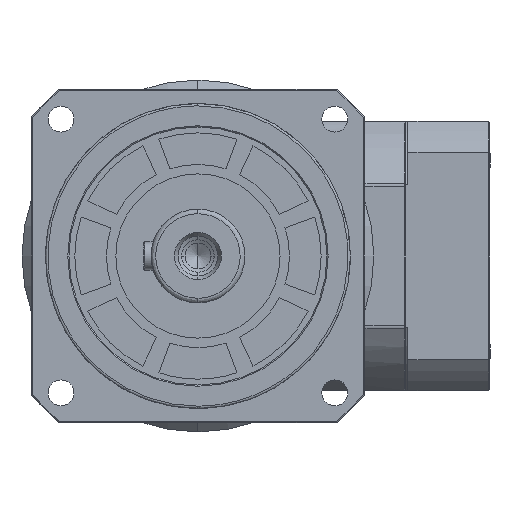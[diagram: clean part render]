
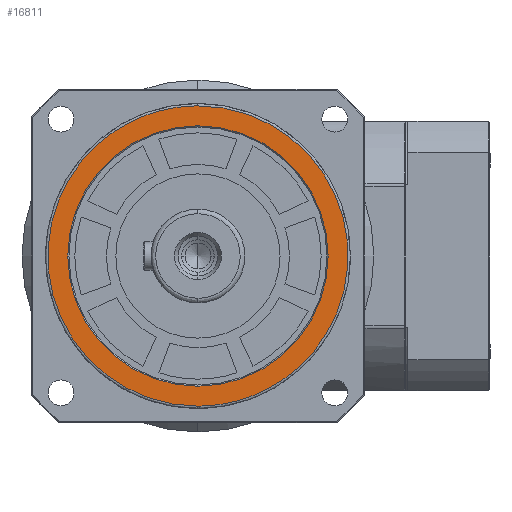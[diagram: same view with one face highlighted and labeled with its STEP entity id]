
A CAD part, left-side view. The second image highlights one B-rep face of the part: STEP entity #16811.
In plain terms, the highlighted face is planar.
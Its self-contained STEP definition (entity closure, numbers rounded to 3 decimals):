
#1030 = CARTESIAN_POINT ( 'NONE',  ( 0., 0., -48.5 ) ) ;
#2333 = VERTEX_POINT ( 'NONE', #23579 ) ;
#2806 = AXIS2_PLACEMENT_3D ( 'NONE', #35096, #16791, #38188 ) ;
#4168 = DIRECTION ( 'NONE',  ( 0., 1., 0. ) ) ;
#5433 = CIRCLE ( 'NONE', #8617, 55.5 ) ;
#7364 = CARTESIAN_POINT ( 'NONE',  ( -64., -128., -48.5 ) ) ;
#8617 = AXIS2_PLACEMENT_3D ( 'NONE', #1030, #22964, #4168 ) ;
#9252 = ORIENTED_EDGE ( 'NONE', *, *, #14449, .F. ) ;
#10487 = CARTESIAN_POINT ( 'NONE',  ( -64., 0., -48.5 ) ) ;
#10679 = DIRECTION ( 'NONE',  ( 0., 0., 1. ) ) ;
#12039 = CARTESIAN_POINT ( 'NONE',  ( 64., 0., -48.5 ) ) ;
#13710 = EDGE_CURVE ( 'NONE', #34739, #37996, #31684, .T. ) ;
#14449 = EDGE_CURVE ( 'NONE', #37996, #34739, #22888, .T. ) ;
#15262 = EDGE_CURVE ( 'NONE', #33034, #2333, #22702, .T. ) ;
#15462 = ORIENTED_EDGE ( 'NONE', *, *, #13710, .F. ) ;
#16692 = CARTESIAN_POINT ( 'NONE',  ( -64., 0., -48.5 ) ) ;
#16791 = DIRECTION ( 'NONE',  ( 0., 0., -1. ) ) ;
#16811 = ADVANCED_FACE ( 'NONE', ( #28284, #20027 ), #17002, .F. ) ;
#17002 = PLANE ( 'NONE',  #37780 ) ;
#17939 = CARTESIAN_POINT ( 'NONE',  ( -64., 128., -48.5 ) ) ;
#19876 = CARTESIAN_POINT ( 'NONE',  ( 64., -128., -48.5 ) ) ;
#20027 = FACE_OUTER_BOUND ( 'NONE', #35041, .T. ) ;
#22425 = CARTESIAN_POINT ( 'NONE',  ( 0., 55.5, -48.5 ) ) ;
#22702 = CIRCLE ( 'NONE', #2806, 55.5 ) ;
#22888 =( BOUNDED_CURVE ( )  B_SPLINE_CURVE ( 3, ( #30168, #36337, #17939, #39447 ),
 .UNSPECIFIED., .F., .F. ) 
 B_SPLINE_CURVE_WITH_KNOTS ( ( 4, 4 ),
 ( 0.5, 1. ),
 .UNSPECIFIED. ) 
 CURVE ( )  GEOMETRIC_REPRESENTATION_ITEM ( )  RATIONAL_B_SPLINE_CURVE ( ( 1., 0.333, 0.333, 1. ) ) 
 REPRESENTATION_ITEM ( '' )  );
#22964 = DIRECTION ( 'NONE',  ( 0., 0., -1. ) ) ;
#23579 = CARTESIAN_POINT ( 'NONE',  ( 0., -55.5, -48.5 ) ) ;
#26414 = ORIENTED_EDGE ( 'NONE', *, *, #15262, .F. ) ;
#28284 = FACE_BOUND ( 'NONE', #28363, .T. ) ;
#28363 = EDGE_LOOP ( 'NONE', ( #26414, #35640 ) ) ;
#29330 = CARTESIAN_POINT ( 'NONE',  ( 0., 0., -48.5 ) ) ;
#30168 = CARTESIAN_POINT ( 'NONE',  ( 64., 0., -48.5 ) ) ;
#31684 =( BOUNDED_CURVE ( )  B_SPLINE_CURVE ( 3, ( #10487, #7364, #19876, #32201 ),
 .UNSPECIFIED., .F., .T. ) 
 B_SPLINE_CURVE_WITH_KNOTS ( ( 4, 4 ),
 ( 0., 0.5 ),
 .UNSPECIFIED. ) 
 CURVE ( )  GEOMETRIC_REPRESENTATION_ITEM ( )  RATIONAL_B_SPLINE_CURVE ( ( 1., 0.333, 0.333, 1. ) ) 
 REPRESENTATION_ITEM ( '' )  );
#32201 = CARTESIAN_POINT ( 'NONE',  ( 64., 0., -48.5 ) ) ;
#32350 = DIRECTION ( 'NONE',  ( 1., 0., 0. ) ) ;
#33034 = VERTEX_POINT ( 'NONE', #22425 ) ;
#33165 = EDGE_CURVE ( 'NONE', #2333, #33034, #5433, .T. ) ;
#34739 = VERTEX_POINT ( 'NONE', #16692 ) ;
#35041 = EDGE_LOOP ( 'NONE', ( #15462, #9252 ) ) ;
#35096 = CARTESIAN_POINT ( 'NONE',  ( 0., 0., -48.5 ) ) ;
#35640 = ORIENTED_EDGE ( 'NONE', *, *, #33165, .F. ) ;
#36337 = CARTESIAN_POINT ( 'NONE',  ( 64., 128., -48.5 ) ) ;
#37780 = AXIS2_PLACEMENT_3D ( 'NONE', #29330, #10679, #32350 ) ;
#37996 = VERTEX_POINT ( 'NONE', #12039 ) ;
#38188 = DIRECTION ( 'NONE',  ( 0., 1., 0. ) ) ;
#39447 = CARTESIAN_POINT ( 'NONE',  ( -64., 0., -48.5 ) ) ;
